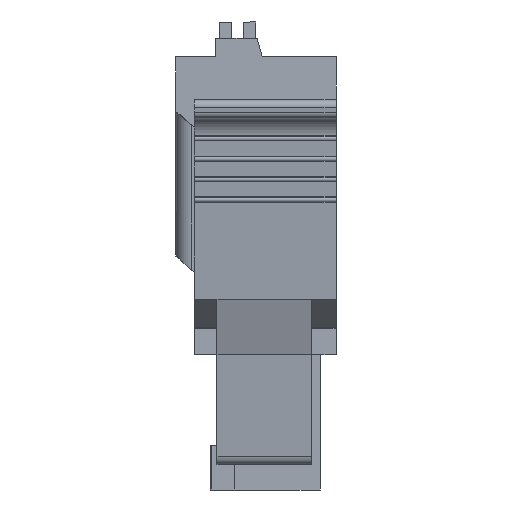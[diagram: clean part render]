
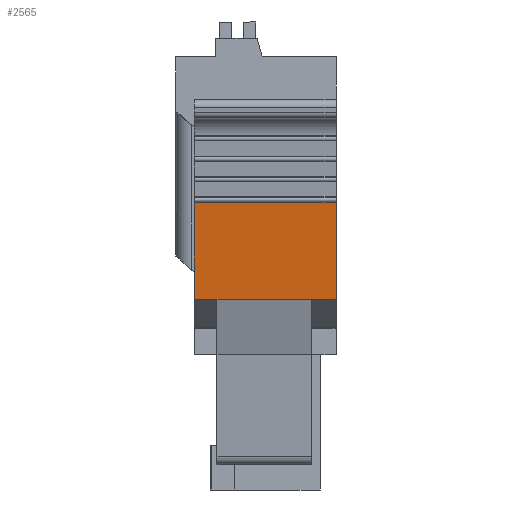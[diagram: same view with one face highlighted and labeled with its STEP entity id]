
A CAD part, left-side view. The second image highlights one B-rep face of the part: STEP entity #2565.
In plain terms, the highlighted planar face has unit normal (-0.995, 0, -0.101).
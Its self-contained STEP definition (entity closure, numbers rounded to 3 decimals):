
#2565 = ADVANCED_FACE( '', ( #5122 ), #5123, .F. );
#5122 = FACE_OUTER_BOUND( '', #7695, .T. );
#5123 = PLANE( '', #7696 );
#7695 = EDGE_LOOP( '', ( #15331, #15332, #15333, #15334, #15335, #15336 ) );
#7696 = AXIS2_PLACEMENT_3D( '', #15337, #15338, #15339 );
#15331 = ORIENTED_EDGE( '', *, *, #19291, .F. );
#15332 = ORIENTED_EDGE( '', *, *, #19301, .T. );
#15333 = ORIENTED_EDGE( '', *, *, #17378, .T. );
#15334 = ORIENTED_EDGE( '', *, *, #19120, .F. );
#15335 = ORIENTED_EDGE( '', *, *, #19302, .T. );
#15336 = ORIENTED_EDGE( '', *, *, #18987, .F. );
#15337 = CARTESIAN_POINT( '', ( -11.935, -2.7, 3.415 ) );
#15338 = DIRECTION( '', ( 0.995, 0., 0.101 ) );
#15339 = DIRECTION( '', ( 0.101, 0., -0.995 ) );
#17378 = EDGE_CURVE( '', #21558, #21556, #21559, .T. );
#18987 = EDGE_CURVE( '', #23827, #23829, #23830, .T. );
#19120 = EDGE_CURVE( '', #23681, #21556, #23976, .T. );
#19291 = EDGE_CURVE( '', #24159, #23827, #24161, .T. );
#19301 = EDGE_CURVE( '', #24159, #21558, #24172, .T. );
#19302 = EDGE_CURVE( '', #23681, #23829, #24173, .T. );
#21556 = VERTEX_POINT( '', #27342 );
#21558 = VERTEX_POINT( '', #27345 );
#21559 = LINE( '', #27346, #27347 );
#23681 = VERTEX_POINT( '', #30496 );
#23827 = VERTEX_POINT( '', #30705 );
#23829 = VERTEX_POINT( '', #30708 );
#23830 = LINE( '', #30709, #30710 );
#23976 = LINE( '', #30920, #30921 );
#24159 = VERTEX_POINT( '', #31182 );
#24161 = LINE( '', #31185, #31186 );
#24172 = LINE( '', #31199, #31200 );
#24173 = LINE( '', #31201, #31202 );
#27342 = CARTESIAN_POINT( '', ( -11.125, 1.9, -4.561 ) );
#27345 = CARTESIAN_POINT( '', ( -11.125, 3., -4.561 ) );
#27346 = CARTESIAN_POINT( '', ( -11.125, 3., -4.561 ) );
#27347 = VECTOR( '', #32687, 1000. );
#30496 = CARTESIAN_POINT( '', ( -11.125, -2.7, -4.561 ) );
#30705 = CARTESIAN_POINT( '', ( -11.609, -3.9, 0.202 ) );
#30708 = CARTESIAN_POINT( '', ( -11.125, -3.9, -4.561 ) );
#30709 = CARTESIAN_POINT( '', ( -11.935, -3.9, 3.415 ) );
#30710 = VECTOR( '', #34197, 1000. );
#30920 = CARTESIAN_POINT( '', ( -11.125, -2.7, -4.561 ) );
#30921 = VECTOR( '', #34304, 1000. );
#31182 = CARTESIAN_POINT( '', ( -11.609, 3., 0.202 ) );
#31185 = CARTESIAN_POINT( '', ( -11.609, 3., 0.202 ) );
#31186 = VECTOR( '', #34411, 1000. );
#31199 = CARTESIAN_POINT( '', ( -11.935, 3., 3.415 ) );
#31200 = VECTOR( '', #34417, 1000. );
#31201 = CARTESIAN_POINT( '', ( -11.125, 3., -4.561 ) );
#31202 = VECTOR( '', #34418, 1000. );
#32687 = DIRECTION( '', ( 0., -1., 0. ) );
#34197 = DIRECTION( '', ( 0.101, 0., -0.995 ) );
#34304 = DIRECTION( '', ( 0., 1., 0. ) );
#34411 = DIRECTION( '', ( 0., -1., 0. ) );
#34417 = DIRECTION( '', ( 0.101, 0., -0.995 ) );
#34418 = DIRECTION( '', ( 0., -1., 0. ) );
